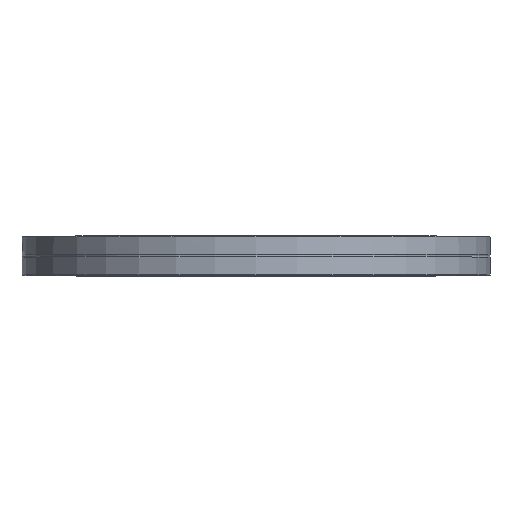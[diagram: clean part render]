
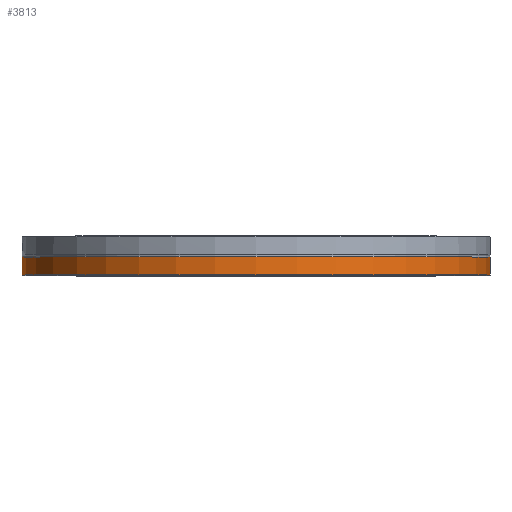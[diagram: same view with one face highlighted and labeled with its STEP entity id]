
A CAD part, top view. The second image highlights one B-rep face of the part: STEP entity #3813.
In plain terms, the highlighted cylindrical face has radius 168.3 mm (diameter 336.6 mm), a full revolution.
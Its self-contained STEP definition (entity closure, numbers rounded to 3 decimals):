
#234=CYLINDRICAL_SURFACE('',#4136,168.3);
#413=FACE_OUTER_BOUND('',#675,.T.);
#675=EDGE_LOOP('',(#2771,#2772,#2773,#2774,#2775,#2776));
#937=LINE('',#6065,#1166);
#1166=VECTOR('',#4682,168.3);
#1441=CIRCLE('',#4134,168.3);
#1442=CIRCLE('',#4135,168.3);
#1443=CIRCLE('',#4137,168.3);
#1444=CIRCLE('',#4138,168.3);
#1745=VERTEX_POINT('',#6055);
#1746=VERTEX_POINT('',#6056);
#1747=VERTEX_POINT('',#6061);
#1748=VERTEX_POINT('',#6062);
#2138=EDGE_CURVE('',#1745,#1746,#1441,.T.);
#2139=EDGE_CURVE('',#1746,#1745,#1442,.T.);
#2141=EDGE_CURVE('',#1747,#1748,#1443,.T.);
#2142=EDGE_CURVE('',#1748,#1747,#1444,.T.);
#2143=EDGE_CURVE('',#1748,#1746,#937,.T.);
#2771=ORIENTED_EDGE('',*,*,#2141,.F.);
#2772=ORIENTED_EDGE('',*,*,#2142,.F.);
#2773=ORIENTED_EDGE('',*,*,#2143,.T.);
#2774=ORIENTED_EDGE('',*,*,#2138,.F.);
#2775=ORIENTED_EDGE('',*,*,#2139,.F.);
#2776=ORIENTED_EDGE('',*,*,#2143,.F.);
#3813=ADVANCED_FACE('',(#413),#234,.T.);
#4134=AXIS2_PLACEMENT_3D('',#6057,#4671,#4672);
#4135=AXIS2_PLACEMENT_3D('',#6058,#4673,#4674);
#4136=AXIS2_PLACEMENT_3D('',#6060,#4676,#4677);
#4137=AXIS2_PLACEMENT_3D('',#6063,#4678,#4679);
#4138=AXIS2_PLACEMENT_3D('',#6064,#4680,#4681);
#4671=DIRECTION('center_axis',(0.,-1.,0.));
#4672=DIRECTION('ref_axis',(1.,0.,0.));
#4673=DIRECTION('center_axis',(0.,-1.,0.));
#4674=DIRECTION('ref_axis',(1.,0.,0.));
#4676=DIRECTION('center_axis',(0.,1.,0.));
#4677=DIRECTION('ref_axis',(-1.,0.,0.));
#4678=DIRECTION('center_axis',(0.,1.,0.));
#4679=DIRECTION('ref_axis',(1.,0.,0.));
#4680=DIRECTION('center_axis',(0.,1.,0.));
#4681=DIRECTION('ref_axis',(1.,0.,0.));
#4682=DIRECTION('',(0.,-1.,0.));
#6055=CARTESIAN_POINT('',(-168.3,0.5,0.));
#6056=CARTESIAN_POINT('',(168.3,0.5,0.));
#6057=CARTESIAN_POINT('Origin',(0.,0.5,0.));
#6058=CARTESIAN_POINT('Origin',(0.,0.5,0.));
#6060=CARTESIAN_POINT('Origin',(0.,6.685,0.));
#6061=CARTESIAN_POINT('',(0.,13.371,-168.3));
#6062=CARTESIAN_POINT('',(168.3,13.371,0.));
#6063=CARTESIAN_POINT('Origin',(0.,13.371,0.));
#6064=CARTESIAN_POINT('Origin',(0.,13.371,0.));
#6065=CARTESIAN_POINT('',(168.3,6.685,0.));
